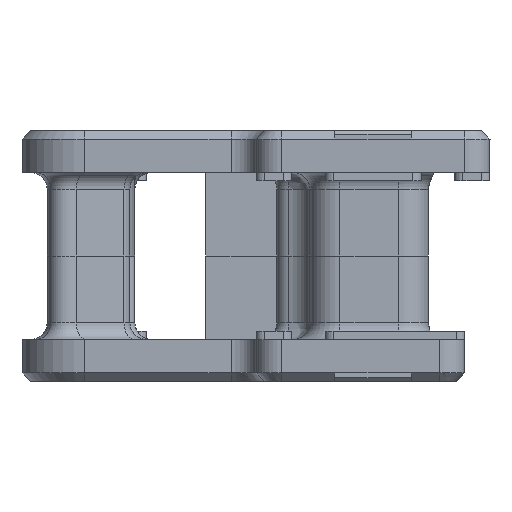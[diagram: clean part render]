
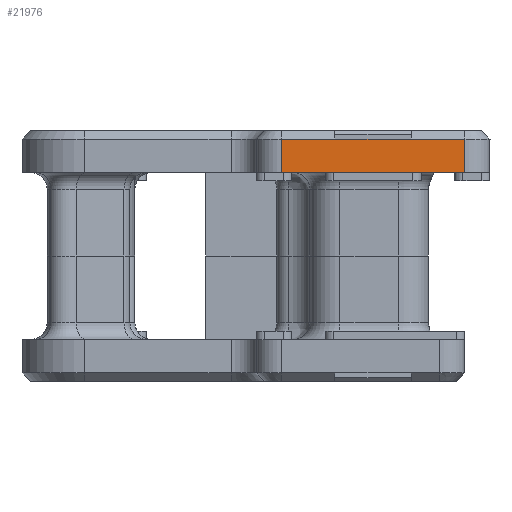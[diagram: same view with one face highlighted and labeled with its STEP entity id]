
A CAD part, front view. The second image highlights one B-rep face of the part: STEP entity #21976.
In plain terms, the highlighted face is planar.
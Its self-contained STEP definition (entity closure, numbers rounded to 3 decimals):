
#3022=FACE_OUTER_BOUND('',#4379,.T.);
#4379=EDGE_LOOP('',(#18122,#18123,#18124,#18125,#18126,#18127));
#6068=LINE('',#39221,#7969);
#6072=LINE('',#39229,#7973);
#6124=LINE('',#39647,#8025);
#6125=LINE('',#39649,#8026);
#6126=LINE('',#39651,#8027);
#6127=LINE('',#39652,#8028);
#7969=VECTOR('',#28854,1000.);
#7973=VECTOR('',#28858,1000.);
#8025=VECTOR('',#29064,1000.);
#8026=VECTOR('',#29067,1000.);
#8027=VECTOR('',#29068,1000.);
#8028=VECTOR('',#29069,1000.);
#9990=VERTEX_POINT('',#39216);
#9991=VERTEX_POINT('',#39220);
#9994=VERTEX_POINT('',#39226);
#9995=VERTEX_POINT('',#39228);
#10044=VERTEX_POINT('',#39645);
#10045=VERTEX_POINT('',#39650);
#12767=EDGE_CURVE('',#9991,#9990,#6068,.T.);
#12771=EDGE_CURVE('',#9995,#9994,#6072,.T.);
#12862=EDGE_CURVE('',#10044,#9990,#6124,.T.);
#12863=EDGE_CURVE('',#9991,#9994,#6125,.T.);
#12864=EDGE_CURVE('',#10045,#10044,#6126,.T.);
#12865=EDGE_CURVE('',#9995,#10045,#6127,.T.);
#18122=ORIENTED_EDGE('',*,*,#12771,.T.);
#18123=ORIENTED_EDGE('',*,*,#12863,.F.);
#18124=ORIENTED_EDGE('',*,*,#12767,.T.);
#18125=ORIENTED_EDGE('',*,*,#12862,.F.);
#18126=ORIENTED_EDGE('',*,*,#12864,.F.);
#18127=ORIENTED_EDGE('',*,*,#12865,.F.);
#20969=PLANE('',#23975);
#21976=ADVANCED_FACE('',(#3022),#20969,.F.);
#23975=AXIS2_PLACEMENT_3D('',#39648,#29065,#29066);
#28854=DIRECTION('',(-1.,0.,0.));
#28858=DIRECTION('',(-1.,0.,0.));
#29064=DIRECTION('',(0.,0.,-1.));
#29065=DIRECTION('center_axis',(0.,-1.,0.));
#29066=DIRECTION('ref_axis',(0.,0.,-1.));
#29067=DIRECTION('',(1.,0.,0.));
#29068=DIRECTION('',(-1.,0.,0.));
#29069=DIRECTION('',(0.,0.,1.));
#39216=CARTESIAN_POINT('',(10.529,42.977,-47.306));
#39220=CARTESIAN_POINT('',(16.929,42.977,-47.306));
#39221=CARTESIAN_POINT('',(21.335,42.977,-47.306));
#39226=CARTESIAN_POINT('',(26.129,42.977,-47.306));
#39228=CARTESIAN_POINT('',(32.529,42.977,-47.306));
#39229=CARTESIAN_POINT('',(21.335,42.977,-47.306));
#39645=CARTESIAN_POINT('',(10.529,42.977,-43.306));
#39647=CARTESIAN_POINT('',(10.529,42.977,-43.306));
#39648=CARTESIAN_POINT('Origin',(35.279,42.977,-43.306));
#39649=CARTESIAN_POINT('',(35.279,42.977,-47.306));
#39650=CARTESIAN_POINT('',(32.529,42.977,-43.306));
#39651=CARTESIAN_POINT('',(35.279,42.977,-43.306));
#39652=CARTESIAN_POINT('',(32.529,42.977,-43.306));
